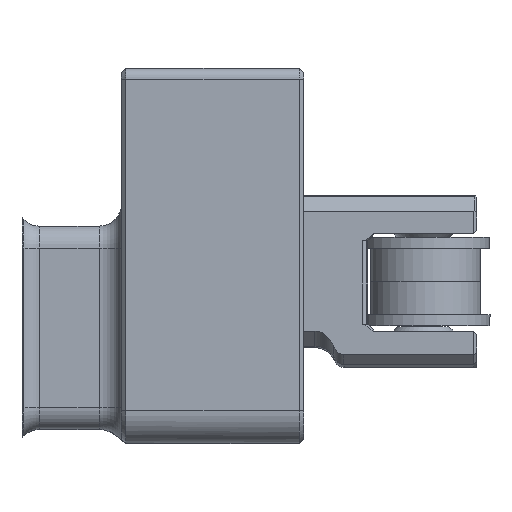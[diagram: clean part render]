
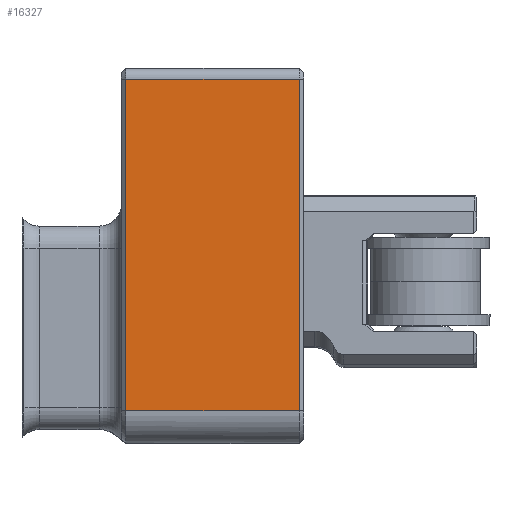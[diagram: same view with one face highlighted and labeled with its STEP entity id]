
A CAD part, left-side view. The second image highlights one B-rep face of the part: STEP entity #16327.
In plain terms, the highlighted planar face has unit normal (-1, 0, 0).
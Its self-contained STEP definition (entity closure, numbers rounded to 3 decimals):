
#2199=FACE_OUTER_BOUND('',#3170,.T.);
#3170=EDGE_LOOP('',(#14268,#14269,#14270,#14271));
#4808=LINE('',#32457,#5984);
#4854=LINE('',#32576,#6030);
#4855=LINE('',#32580,#6031);
#4856=LINE('',#32581,#6032);
#5984=VECTOR('',#21609,1000.);
#6030=VECTOR('',#21719,1000.);
#6031=VECTOR('',#21724,1000.);
#6032=VECTOR('',#21725,1000.);
#7607=VERTEX_POINT('',#32448);
#7610=VERTEX_POINT('',#32456);
#7644=VERTEX_POINT('',#32575);
#7645=VERTEX_POINT('',#32579);
#9846=EDGE_CURVE('',#7610,#7607,#4808,.T.);
#9904=EDGE_CURVE('',#7607,#7644,#4854,.T.);
#9906=EDGE_CURVE('',#7645,#7610,#4855,.T.);
#9907=EDGE_CURVE('',#7644,#7645,#4856,.T.);
#14268=ORIENTED_EDGE('',*,*,#9906,.T.);
#14269=ORIENTED_EDGE('',*,*,#9846,.T.);
#14270=ORIENTED_EDGE('',*,*,#9904,.T.);
#14271=ORIENTED_EDGE('',*,*,#9907,.T.);
#15465=PLANE('',#17974);
#16327=ADVANCED_FACE('',(#2199),#15465,.F.);
#17974=AXIS2_PLACEMENT_3D('',#32578,#21722,#21723);
#21609=DIRECTION('',(0.,0.,-1.));
#21719=DIRECTION('',(0.,-1.,0.));
#21722=DIRECTION('center_axis',(1.,0.,0.));
#21723=DIRECTION('ref_axis',(0.,1.,0.));
#21724=DIRECTION('',(0.,1.,0.));
#21725=DIRECTION('',(0.,0.,1.));
#32448=CARTESIAN_POINT('',(43.9,129.109,240.848));
#32456=CARTESIAN_POINT('',(43.9,129.109,270.862));
#32457=CARTESIAN_POINT('',(43.9,129.109,248.312));
#32575=CARTESIAN_POINT('',(43.9,113.409,240.848));
#32576=CARTESIAN_POINT('',(43.9,146.009,240.848));
#32578=CARTESIAN_POINT('Origin',(43.9,146.009,248.312));
#32579=CARTESIAN_POINT('',(43.9,113.409,270.862));
#32580=CARTESIAN_POINT('',(43.9,146.009,270.862));
#32581=CARTESIAN_POINT('',(43.9,113.409,248.312));
